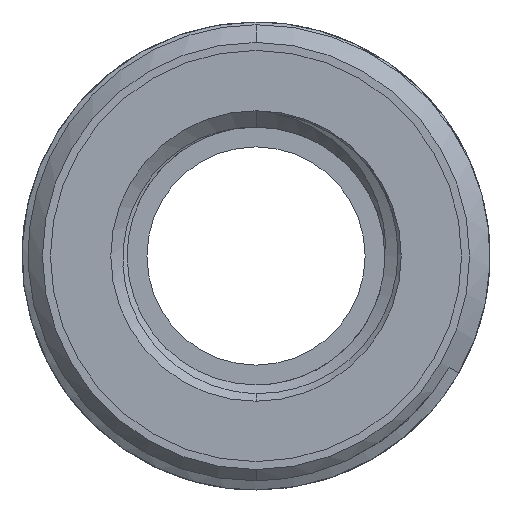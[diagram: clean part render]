
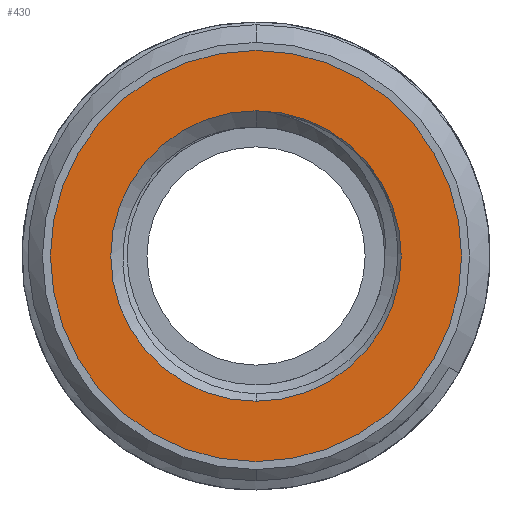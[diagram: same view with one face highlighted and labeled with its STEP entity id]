
A CAD part, left-side view. The second image highlights one B-rep face of the part: STEP entity #430.
In plain terms, the highlighted planar face has unit normal (-1, 0, 0).
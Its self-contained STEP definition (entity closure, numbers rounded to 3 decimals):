
#7 = DIRECTION ( 'NONE',  ( -1., 0., 0. ) ) ;
#430 = ADVANCED_FACE ( 'NONE', ( #1824, #5674 ), #742, .F. ) ;
#549 = EDGE_CURVE ( 'NONE', #1862, #6392, #3306, .T. ) ;
#742 = PLANE ( 'NONE',  #2964 ) ;
#898 = AXIS2_PLACEMENT_3D ( 'NONE', #5352, #5788, #6988 ) ;
#999 = CIRCLE ( 'NONE', #5133, 10.65 ) ;
#1256 = CIRCLE ( 'NONE', #2185, 15.075 ) ;
#1476 = VERTEX_POINT ( 'NONE', #1902 ) ;
#1652 = DIRECTION ( 'NONE',  ( 0., 0., 1. ) ) ;
#1720 = EDGE_LOOP ( 'NONE', ( #2090, #5717 ) ) ;
#1824 = FACE_BOUND ( 'NONE', #1720, .T. ) ;
#1861 = DIRECTION ( 'NONE',  ( 1., 0., 0. ) ) ;
#1862 = VERTEX_POINT ( 'NONE', #2082 ) ;
#1902 = CARTESIAN_POINT ( 'NONE',  ( -17.456, 0., 10.65 ) ) ;
#2082 = CARTESIAN_POINT ( 'NONE',  ( -17.456, 0., -15.075 ) ) ;
#2090 = ORIENTED_EDGE ( 'NONE', *, *, #2232, .F. ) ;
#2185 = AXIS2_PLACEMENT_3D ( 'NONE', #7038, #7, #4975 ) ;
#2204 = CARTESIAN_POINT ( 'NONE',  ( -17.456, 0., 0. ) ) ;
#2232 = EDGE_CURVE ( 'NONE', #1476, #4248, #999, .T. ) ;
#2306 = EDGE_LOOP ( 'NONE', ( #3663, #5964 ) ) ;
#2539 = CIRCLE ( 'NONE', #4479, 10.65 ) ;
#2709 = DIRECTION ( 'NONE',  ( -1., 0., 0. ) ) ;
#2943 = CARTESIAN_POINT ( 'NONE',  ( -17.456, 15.075, 0. ) ) ;
#2964 = AXIS2_PLACEMENT_3D ( 'NONE', #2943, #1861, #4054 ) ;
#3306 = CIRCLE ( 'NONE', #898, 15.075 ) ;
#3663 = ORIENTED_EDGE ( 'NONE', *, *, #4929, .T. ) ;
#4054 = DIRECTION ( 'NONE',  ( 0., 0., -1. ) ) ;
#4248 = VERTEX_POINT ( 'NONE', #4652 ) ;
#4259 = CARTESIAN_POINT ( 'NONE',  ( -17.456, 0., 0. ) ) ;
#4396 = DIRECTION ( 'NONE',  ( 0., 0., 1. ) ) ;
#4479 = AXIS2_PLACEMENT_3D ( 'NONE', #2204, #5372, #4396 ) ;
#4652 = CARTESIAN_POINT ( 'NONE',  ( -17.456, 0., -10.65 ) ) ;
#4929 = EDGE_CURVE ( 'NONE', #6392, #1862, #1256, .T. ) ;
#4947 = EDGE_CURVE ( 'NONE', #4248, #1476, #2539, .T. ) ;
#4975 = DIRECTION ( 'NONE',  ( 0., 0., 1. ) ) ;
#5133 = AXIS2_PLACEMENT_3D ( 'NONE', #4259, #2709, #1652 ) ;
#5352 = CARTESIAN_POINT ( 'NONE',  ( -17.456, 0., 0. ) ) ;
#5372 = DIRECTION ( 'NONE',  ( -1., 0., 0. ) ) ;
#5674 = FACE_OUTER_BOUND ( 'NONE', #2306, .T. ) ;
#5717 = ORIENTED_EDGE ( 'NONE', *, *, #4947, .F. ) ;
#5788 = DIRECTION ( 'NONE',  ( -1., 0., 0. ) ) ;
#5964 = ORIENTED_EDGE ( 'NONE', *, *, #549, .T. ) ;
#6392 = VERTEX_POINT ( 'NONE', #6776 ) ;
#6776 = CARTESIAN_POINT ( 'NONE',  ( -17.456, 0., 15.075 ) ) ;
#6988 = DIRECTION ( 'NONE',  ( 0., 0., 1. ) ) ;
#7038 = CARTESIAN_POINT ( 'NONE',  ( -17.456, 0., 0. ) ) ;
